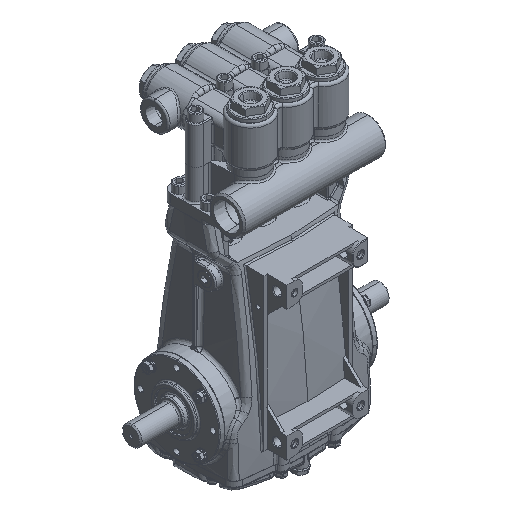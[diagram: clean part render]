
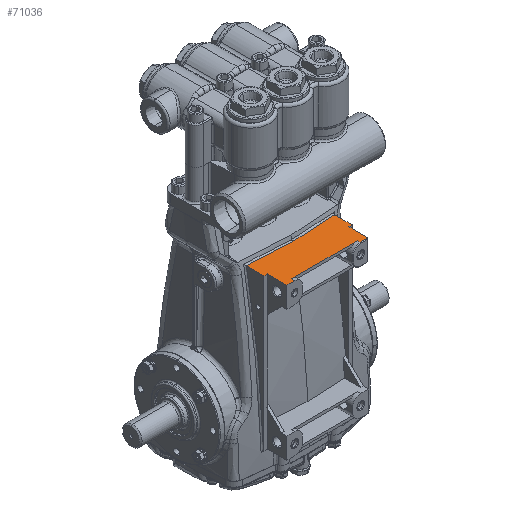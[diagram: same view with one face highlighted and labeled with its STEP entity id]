
A CAD part, isometric view. The second image highlights one B-rep face of the part: STEP entity #71036.
In plain terms, the highlighted planar face has unit normal (0, 0, 1).
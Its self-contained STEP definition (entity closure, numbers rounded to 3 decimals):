
#989 = CARTESIAN_POINT ( 'NONE',  ( -1.988, -4.331, 7.52 ) ) ;
#1116 = EDGE_CURVE ( 'NONE', #32129, #84968, #32770, .T. ) ;
#1499 = ORIENTED_EDGE ( 'NONE', *, *, #63264, .F. ) ;
#1790 = LINE ( 'NONE', #8104, #35248 ) ;
#1958 = ORIENTED_EDGE ( 'NONE', *, *, #5287, .T. ) ;
#2215 = EDGE_CURVE ( 'NONE', #92503, #41900, #2380, .T. ) ;
#2380 = B_SPLINE_CURVE_WITH_KNOTS ( 'NONE', 3,
 ( #12547, #42603, #70643, #41147, #12068, #4313 ),
 .UNSPECIFIED., .F., .F.,
 ( 4, 2, 4 ),
 ( 0., 0.034, 0.068 ),
 .UNSPECIFIED. ) ;
#2407 = LINE ( 'NONE', #9179, #48357 ) ;
#3605 = CARTESIAN_POINT ( 'NONE',  ( -1.988, -4.291, 7.52 ) ) ;
#4313 = CARTESIAN_POINT ( 'NONE',  ( -2.658, -2.084, 7.52 ) ) ;
#5239 = EDGE_CURVE ( 'NONE', #41900, #8691, #88754, .T. ) ;
#5250 = EDGE_CURVE ( 'NONE', #71773, #27663, #2407, .T. ) ;
#5287 = EDGE_CURVE ( 'NONE', #84740, #77949, #46506, .T. ) ;
#5821 = CARTESIAN_POINT ( 'NONE',  ( 2.657, -3.15, 7.52 ) ) ;
#6142 = DIRECTION ( 'NONE',  ( 0., -1., 0. ) ) ;
#8104 = CARTESIAN_POINT ( 'NONE',  ( -2.657, 19685.039, 7.52 ) ) ;
#8691 = VERTEX_POINT ( 'NONE', #78831 ) ;
#8887 = CARTESIAN_POINT ( 'NONE',  ( 1.988, -4.291, 7.52 ) ) ;
#9179 = CARTESIAN_POINT ( 'NONE',  ( -2.461, -4.134, 7.52 ) ) ;
#10143 = EDGE_CURVE ( 'NONE', #84968, #92503, #82173, .T. ) ;
#10382 = DIRECTION ( 'NONE',  ( 1., 0., 0. ) ) ;
#12068 = CARTESIAN_POINT ( 'NONE',  ( -2.216, -2.134, 7.52 ) ) ;
#12547 = CARTESIAN_POINT ( 'NONE',  ( 0., -2.234, 7.52 ) ) ;
#12889 = ORIENTED_EDGE ( 'NONE', *, *, #64213, .T. ) ;
#14264 = VERTEX_POINT ( 'NONE', #5821 ) ;
#14728 = EDGE_CURVE ( 'NONE', #8691, #82172, #1790, .T. ) ;
#14810 = CARTESIAN_POINT ( 'NONE',  ( 1.988, -4.134, 7.52 ) ) ;
#16483 = DIRECTION ( 'NONE',  ( -1., 0., 0. ) ) ;
#17830 = CARTESIAN_POINT ( 'NONE',  ( -1.988, -4.134, 7.52 ) ) ;
#18319 = DIRECTION ( 'NONE',  ( 1., 0., 0. ) ) ;
#19058 = LINE ( 'NONE', #27779, #34537 ) ;
#19585 = LINE ( 'NONE', #3605, #25538 ) ;
#19597 = ORIENTED_EDGE ( 'NONE', *, *, #29700, .T. ) ;
#21649 = LINE ( 'NONE', #86526, #84448 ) ;
#21714 = LINE ( 'NONE', #43529, #60838 ) ;
#22326 = CARTESIAN_POINT ( 'NONE',  ( -2.657, -2.09, 7.52 ) ) ;
#22720 = DIRECTION ( 'NONE',  ( 0., 0., -1. ) ) ;
#22764 = ORIENTED_EDGE ( 'NONE', *, *, #76474, .T. ) ;
#23118 = CARTESIAN_POINT ( 'NONE',  ( 2.657, -2.088, 7.52 ) ) ;
#23359 = VERTEX_POINT ( 'NONE', #53333 ) ;
#23934 = VECTOR ( 'NONE', #72693, 39.37 ) ;
#25538 = VECTOR ( 'NONE', #10382, 39.37 ) ;
#25909 = CARTESIAN_POINT ( 'NONE',  ( -2.461, -4.331, 7.52 ) ) ;
#26389 = ORIENTED_EDGE ( 'NONE', *, *, #5250, .F. ) ;
#27663 = VERTEX_POINT ( 'NONE', #17830 ) ;
#27779 = CARTESIAN_POINT ( 'NONE',  ( 2.657, -3.15, 7.52 ) ) ;
#28525 = VERTEX_POINT ( 'NONE', #91298 ) ;
#28965 = VECTOR ( 'NONE', #18319, 39.37 ) ;
#29375 = CARTESIAN_POINT ( 'NONE',  ( 2.658, -2.084, 7.52 ) ) ;
#29700 = EDGE_CURVE ( 'NONE', #71773, #86909, #77638, .T. ) ;
#29953 = LINE ( 'NONE', #90387, #89786 ) ;
#31206 = ORIENTED_EDGE ( 'NONE', *, *, #5239, .T. ) ;
#32129 = VERTEX_POINT ( 'NONE', #37455 ) ;
#32770 = B_SPLINE_CURVE_WITH_KNOTS ( 'NONE', 3,
 ( #54550, #23118, #74912, #90835 ),
 .UNSPECIFIED., .F., .F.,
 ( 4, 4 ),
 ( 0., 0. ),
 .UNSPECIFIED. ) ;
#34537 = VECTOR ( 'NONE', #65045, 39.37 ) ;
#35248 = VECTOR ( 'NONE', #83574, 39.37 ) ;
#37455 = CARTESIAN_POINT ( 'NONE',  ( 2.657, -2.09, 7.52 ) ) ;
#37949 = EDGE_CURVE ( 'NONE', #88219, #23359, #73167, .T. ) ;
#38661 = CARTESIAN_POINT ( 'NONE',  ( -2.658, -2.084, 7.52 ) ) ;
#38764 = CARTESIAN_POINT ( 'NONE',  ( -2.658, -2.086, 7.52 ) ) ;
#39587 = CARTESIAN_POINT ( 'NONE',  ( -2.657, -3.15, 7.52 ) ) ;
#41147 = CARTESIAN_POINT ( 'NONE',  ( -1.774, -2.171, 7.52 ) ) ;
#41900 = VERTEX_POINT ( 'NONE', #38661 ) ;
#42425 = CARTESIAN_POINT ( 'NONE',  ( 2.461, -3.15, 7.52 ) ) ;
#42603 = CARTESIAN_POINT ( 'NONE',  ( -0.444, -2.234, 7.52 ) ) ;
#43351 = ORIENTED_EDGE ( 'NONE', *, *, #71442, .F. ) ;
#43529 = CARTESIAN_POINT ( 'NONE',  ( -2.461, 19685.039, 7.52 ) ) ;
#45345 = CARTESIAN_POINT ( 'NONE',  ( 0., -2.234, 7.52 ) ) ;
#46195 = CARTESIAN_POINT ( 'NONE',  ( 2.658, -2.084, 7.52 ) ) ;
#46506 = LINE ( 'NONE', #989, #66942 ) ;
#48357 = VECTOR ( 'NONE', #16483, 39.37 ) ;
#48572 = ORIENTED_EDGE ( 'NONE', *, *, #57990, .T. ) ;
#48832 = CARTESIAN_POINT ( 'NONE',  ( -2.657, -3.15, 7.52 ) ) ;
#49489 = CARTESIAN_POINT ( 'NONE',  ( -1.988, -4.331, 7.52 ) ) ;
#51268 = DIRECTION ( 'NONE',  ( 0., -1., 0. ) ) ;
#52124 = CARTESIAN_POINT ( 'NONE',  ( 1.774, -2.171, 7.52 ) ) ;
#52533 = EDGE_LOOP ( 'NONE', ( #19597, #48572, #87432, #93165, #1499, #92091, #55481, #88248, #31206, #60775, #12889, #22764, #1958, #43351, #26389 ) ) ;
#53065 = CARTESIAN_POINT ( 'NONE',  ( 0.888, -2.221, 7.52 ) ) ;
#53333 = CARTESIAN_POINT ( 'NONE',  ( 2.461, -4.291, 7.52 ) ) ;
#53759 = CARTESIAN_POINT ( 'NONE',  ( -2.657, -2.088, 7.52 ) ) ;
#54550 = CARTESIAN_POINT ( 'NONE',  ( 2.657, -2.09, 7.52 ) ) ;
#55142 = LINE ( 'NONE', #48832, #28965 ) ;
#55481 = ORIENTED_EDGE ( 'NONE', *, *, #10143, .T. ) ;
#57990 = EDGE_CURVE ( 'NONE', #86909, #23359, #19585, .T. ) ;
#58904 = CARTESIAN_POINT ( 'NONE',  ( 0.444, -2.234, 7.52 ) ) ;
#59047 = PLANE ( 'NONE',  #71248 ) ;
#59533 = CARTESIAN_POINT ( 'NONE',  ( -1.988, 19685.039, 7.52 ) ) ;
#60775 = ORIENTED_EDGE ( 'NONE', *, *, #14728, .T. ) ;
#60838 = VECTOR ( 'NONE', #51268, 39.37 ) ;
#63264 = EDGE_CURVE ( 'NONE', #32129, #14264, #21649, .T. ) ;
#64213 = EDGE_CURVE ( 'NONE', #82172, #28525, #55142, .T. ) ;
#65045 = DIRECTION ( 'NONE',  ( -1., 0., 0. ) ) ;
#66720 = DIRECTION ( 'NONE',  ( 0., -1., 0. ) ) ;
#66942 = VECTOR ( 'NONE', #88641, 39.37 ) ;
#67261 = DIRECTION ( 'NONE',  ( -1., 0., 0. ) ) ;
#70393 = DIRECTION ( 'NONE',  ( 0., -1., 0. ) ) ;
#70643 = CARTESIAN_POINT ( 'NONE',  ( -0.888, -2.221, 7.52 ) ) ;
#71036 = ADVANCED_FACE ( 'NONE', ( #80791 ), #59047, .F. ) ;
#71248 = AXIS2_PLACEMENT_3D ( 'NONE', #59533, #22720, #67261 ) ;
#71442 = EDGE_CURVE ( 'NONE', #27663, #77949, #29953, .T. ) ;
#71773 = VERTEX_POINT ( 'NONE', #14810 ) ;
#72693 = DIRECTION ( 'NONE',  ( 0., -1., 0. ) ) ;
#73167 = LINE ( 'NONE', #95397, #23934 ) ;
#73862 = CARTESIAN_POINT ( 'NONE',  ( 0., -2.234, 7.52 ) ) ;
#74912 = CARTESIAN_POINT ( 'NONE',  ( 2.658, -2.086, 7.52 ) ) ;
#76474 = EDGE_CURVE ( 'NONE', #28525, #84740, #21714, .T. ) ;
#77638 = LINE ( 'NONE', #83948, #94289 ) ;
#77949 = VERTEX_POINT ( 'NONE', #49489 ) ;
#78831 = CARTESIAN_POINT ( 'NONE',  ( -2.657, -2.09, 7.52 ) ) ;
#80100 = EDGE_CURVE ( 'NONE', #14264, #88219, #19058, .T. ) ;
#80791 = FACE_OUTER_BOUND ( 'NONE', #52533, .T. ) ;
#81841 = CARTESIAN_POINT ( 'NONE',  ( -2.658, -2.084, 7.52 ) ) ;
#82172 = VERTEX_POINT ( 'NONE', #39587 ) ;
#82173 = B_SPLINE_CURVE_WITH_KNOTS ( 'NONE', 3,
 ( #29375, #88411, #52124, #53065, #58904, #45345 ),
 .UNSPECIFIED., .F., .F.,
 ( 4, 2, 4 ),
 ( 0., 0.034, 0.068 ),
 .UNSPECIFIED. ) ;
#83574 = DIRECTION ( 'NONE',  ( 0., -1., 0. ) ) ;
#83948 = CARTESIAN_POINT ( 'NONE',  ( 1.988, 19685.039, 7.52 ) ) ;
#84448 = VECTOR ( 'NONE', #6142, 39.37 ) ;
#84740 = VERTEX_POINT ( 'NONE', #25909 ) ;
#84968 = VERTEX_POINT ( 'NONE', #46195 ) ;
#86526 = CARTESIAN_POINT ( 'NONE',  ( 2.657, 19685.039, 7.52 ) ) ;
#86909 = VERTEX_POINT ( 'NONE', #8887 ) ;
#87432 = ORIENTED_EDGE ( 'NONE', *, *, #37949, .F. ) ;
#88219 = VERTEX_POINT ( 'NONE', #42425 ) ;
#88248 = ORIENTED_EDGE ( 'NONE', *, *, #2215, .T. ) ;
#88411 = CARTESIAN_POINT ( 'NONE',  ( 2.216, -2.134, 7.52 ) ) ;
#88641 = DIRECTION ( 'NONE',  ( 1., 0., 0. ) ) ;
#88754 = B_SPLINE_CURVE_WITH_KNOTS ( 'NONE', 3,
 ( #81841, #38764, #53759, #22326 ),
 .UNSPECIFIED., .F., .F.,
 ( 4, 4 ),
 ( 0., 0. ),
 .UNSPECIFIED. ) ;
#89786 = VECTOR ( 'NONE', #66720, 39.37 ) ;
#90387 = CARTESIAN_POINT ( 'NONE',  ( -1.988, 19685.039, 7.52 ) ) ;
#90835 = CARTESIAN_POINT ( 'NONE',  ( 2.658, -2.084, 7.52 ) ) ;
#91298 = CARTESIAN_POINT ( 'NONE',  ( -2.461, -3.15, 7.52 ) ) ;
#92091 = ORIENTED_EDGE ( 'NONE', *, *, #1116, .T. ) ;
#92503 = VERTEX_POINT ( 'NONE', #73862 ) ;
#93165 = ORIENTED_EDGE ( 'NONE', *, *, #80100, .F. ) ;
#94289 = VECTOR ( 'NONE', #70393, 39.37 ) ;
#95397 = CARTESIAN_POINT ( 'NONE',  ( 2.461, 19685.039, 7.52 ) ) ;
